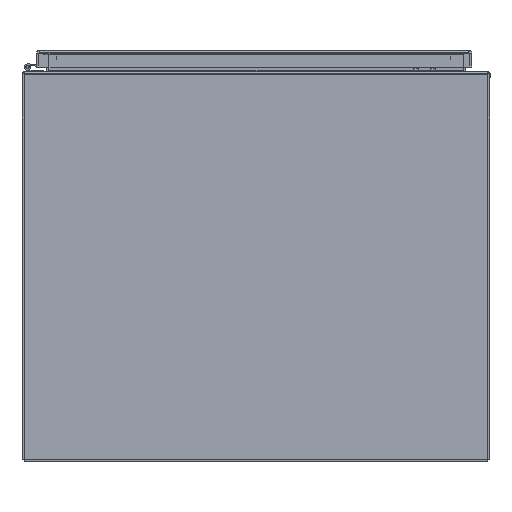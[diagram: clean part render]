
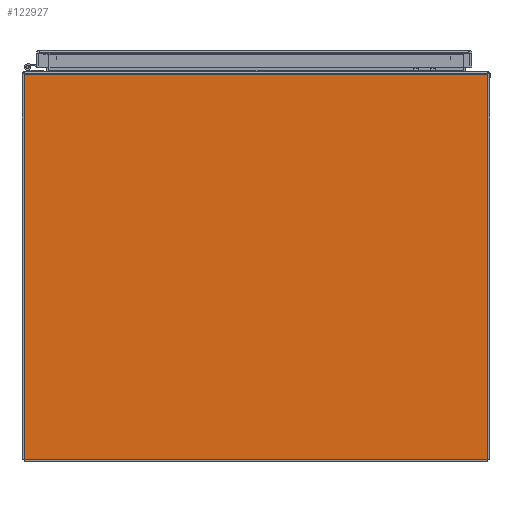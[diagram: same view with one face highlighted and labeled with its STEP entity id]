
A CAD part, front view. The second image highlights one B-rep face of the part: STEP entity #122927.
In plain terms, the highlighted face is planar.
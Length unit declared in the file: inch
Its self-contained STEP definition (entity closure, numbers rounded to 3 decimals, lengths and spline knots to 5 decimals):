
#1413 = DIRECTION ( 'NONE',  ( 0., 0., 1. ) ) ;
#1785 = EDGE_CURVE ( 'NONE', #203824, #4477, #82263, .T. ) ;
#4477 = VERTEX_POINT ( 'NONE', #156474 ) ;
#10141 = ORIENTED_EDGE ( 'NONE', *, *, #1785, .F. ) ;
#24185 = EDGE_CURVE ( 'NONE', #112043, #203824, #190141, .T. ) ;
#25935 = VECTOR ( 'NONE', #91268, 39.37008 ) ;
#27359 = CARTESIAN_POINT ( 'NONE',  ( -5.96875, -9.84375, 0.125 ) ) ;
#40414 = VECTOR ( 'NONE', #157779, 39.37008 ) ;
#51046 = VERTEX_POINT ( 'NONE', #124769 ) ;
#57411 = EDGE_CURVE ( 'NONE', #51046, #112043, #150752, .T. ) ;
#62920 = ORIENTED_EDGE ( 'NONE', *, *, #57411, .F. ) ;
#80073 = EDGE_LOOP ( 'NONE', ( #145483, #10141, #202849, #62920 ) ) ;
#82263 = LINE ( 'NONE', #156653, #40414 ) ;
#91268 = DIRECTION ( 'NONE',  ( 1., 0., 0. ) ) ;
#95791 = CARTESIAN_POINT ( 'NONE',  ( 0., 0., 0.125 ) ) ;
#104654 = LINE ( 'NONE', #27359, #25935 ) ;
#104961 = CARTESIAN_POINT ( 'NONE',  ( 11.9375, 10., 0.125 ) ) ;
#107425 = PLANE ( 'NONE',  #129904 ) ;
#111577 = DIRECTION ( 'NONE',  ( 1., 0., 0. ) ) ;
#112043 = VERTEX_POINT ( 'NONE', #129295 ) ;
#113668 = DIRECTION ( 'NONE',  ( 1., 0., 0. ) ) ;
#115644 = DIRECTION ( 'NONE',  ( 0., 1., 0. ) ) ;
#116359 = CARTESIAN_POINT ( 'NONE',  ( -11.9375, -10., 0.125 ) ) ;
#117299 = CARTESIAN_POINT ( 'NONE',  ( -11.9375, 10., 0.125 ) ) ;
#122927 = ADVANCED_FACE ( 'NONE', ( #156444 ), #107425, .T. ) ;
#124769 = CARTESIAN_POINT ( 'NONE',  ( -11.9375, -9.84375, 0.125 ) ) ;
#129295 = CARTESIAN_POINT ( 'NONE',  ( -11.9375, 10., 0.125 ) ) ;
#129904 = AXIS2_PLACEMENT_3D ( 'NONE', #95791, #1413, #111577 ) ;
#145483 = ORIENTED_EDGE ( 'NONE', *, *, #151571, .T. ) ;
#148184 = VECTOR ( 'NONE', #113668, 39.37008 ) ;
#150752 = LINE ( 'NONE', #116359, #187727 ) ;
#151571 = EDGE_CURVE ( 'NONE', #51046, #4477, #104654, .T. ) ;
#156444 = FACE_OUTER_BOUND ( 'NONE', #80073, .T. ) ;
#156474 = CARTESIAN_POINT ( 'NONE',  ( 11.9375, -9.84375, 0.125 ) ) ;
#156653 = CARTESIAN_POINT ( 'NONE',  ( 11.9375, 10., 0.125 ) ) ;
#157779 = DIRECTION ( 'NONE',  ( 0., -1., 0. ) ) ;
#187727 = VECTOR ( 'NONE', #115644, 39.37008 ) ;
#190141 = LINE ( 'NONE', #117299, #148184 ) ;
#202849 = ORIENTED_EDGE ( 'NONE', *, *, #24185, .F. ) ;
#203824 = VERTEX_POINT ( 'NONE', #104961 ) ;
